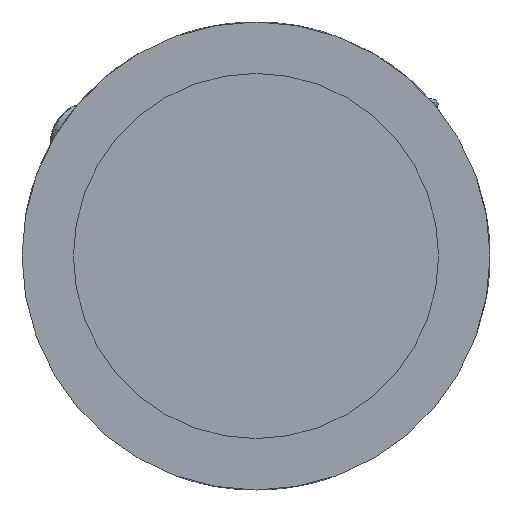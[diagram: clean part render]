
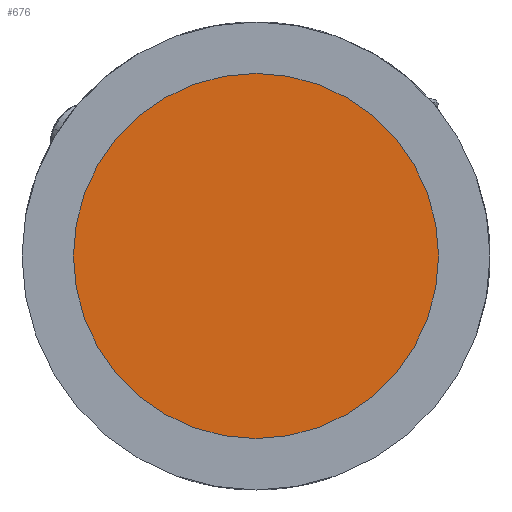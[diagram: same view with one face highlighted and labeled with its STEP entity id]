
A CAD part, left-side view. The second image highlights one B-rep face of the part: STEP entity #676.
In plain terms, the highlighted planar face has unit normal (-1, 0, 0).
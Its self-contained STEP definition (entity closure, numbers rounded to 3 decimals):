
#27 = EDGE_LOOP ( 'NONE', ( #1196, #790 ) ) ;
#94 = CARTESIAN_POINT ( 'NONE',  ( 735.861, 0.156, 1157.846 ) ) ;
#122 = CIRCLE ( 'NONE', #207, 33. ) ;
#207 = AXIS2_PLACEMENT_3D ( 'NONE', #903, #789, #1154 ) ;
#272 = DIRECTION ( 'NONE',  ( 0., 0., 1. ) ) ;
#274 = DIRECTION ( 'NONE',  ( -1., 0., 0. ) ) ;
#283 = CARTESIAN_POINT ( 'NONE',  ( 735.861, 33.156, 1190.846 ) ) ;
#319 = PLANE ( 'NONE',  #795 ) ;
#370 = DIRECTION ( 'NONE',  ( 0., 0., 1. ) ) ;
#373 = DIRECTION ( 'NONE',  ( -1., 0., 0. ) ) ;
#378 = CARTESIAN_POINT ( 'NONE',  ( 735.861, 0.156, 1190.846 ) ) ;
#559 = VERTEX_POINT ( 'NONE', #577 ) ;
#577 = CARTESIAN_POINT ( 'NONE',  ( 735.861, 0.156, 1223.846 ) ) ;
#601 = EDGE_CURVE ( 'NONE', #559, #914, #728, .T. ) ;
#676 = ADVANCED_FACE ( 'NONE', ( #962 ), #319, .T. ) ;
#728 = CIRCLE ( 'NONE', #1225, 33. ) ;
#790 = ORIENTED_EDGE ( 'NONE', *, *, #601, .T. ) ;
#789 = DIRECTION ( 'NONE',  ( -1., 0., 0. ) ) ;
#795 = AXIS2_PLACEMENT_3D ( 'NONE', #283, #274, #272 ) ;
#903 = CARTESIAN_POINT ( 'NONE',  ( 735.861, 0.156, 1190.846 ) ) ;
#914 = VERTEX_POINT ( 'NONE', #94 ) ;
#962 = FACE_OUTER_BOUND ( 'NONE', #27, .T. ) ;
#1154 = DIRECTION ( 'NONE',  ( 0., 0., 1. ) ) ;
#1196 = ORIENTED_EDGE ( 'NONE', *, *, #1237, .T. ) ;
#1225 = AXIS2_PLACEMENT_3D ( 'NONE', #378, #373, #370 ) ;
#1237 = EDGE_CURVE ( 'NONE', #914, #559, #122, .T. ) ;
